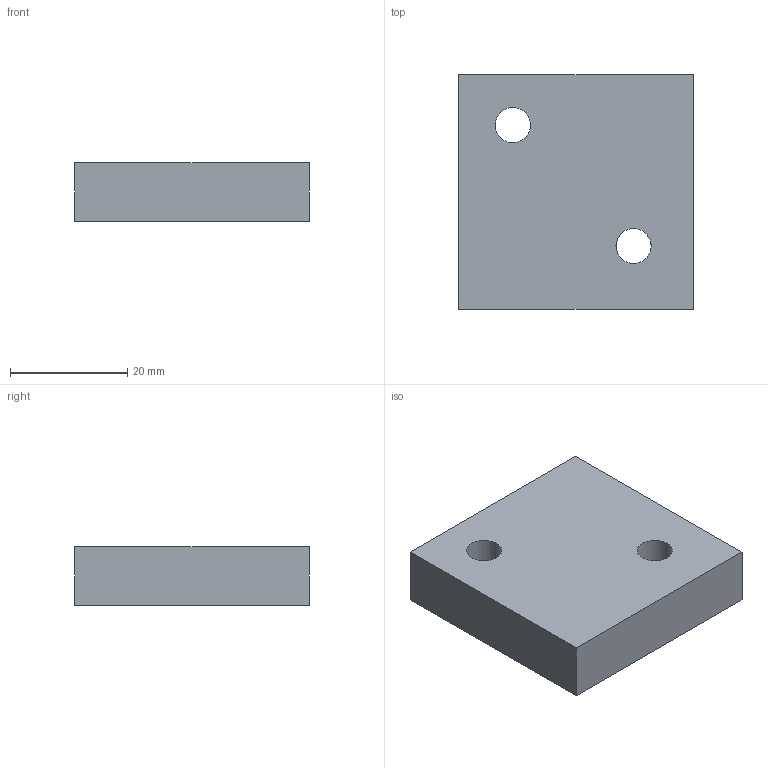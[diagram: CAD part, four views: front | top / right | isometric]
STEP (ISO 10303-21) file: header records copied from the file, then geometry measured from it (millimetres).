
FILE_DESCRIPTION(('FreeCAD Model'),'2;1');
FILE_NAME('Open CASCADE Shape Model','2023-06-02T20:19:02',('Author'),( ''),'Open CASCADE STEP processor 7.6','FreeCAD','Unknown');
FILE_SCHEMA(('AUTOMOTIVE_DESIGN { 1 0 10303 214 1 1 1 1 }'));
Length unit declared in the file: millimetre
Products named in the file (1): Body
Bounding box: 40 x 40 x 10 mm (x, y, z)
Volume: 15434.5 mm3; surface area: 5063.9 mm2
Topology: 1 solids, 1 shells, 9 faces, 24 edges, 18 vertices
Faces by surface type: plane 7, cylinder 2
Full cylindrical faces by diameter (mm): 6 x2
Entity records: 634 total; most frequent: CARTESIAN_POINT 100, DIRECTION 98, LINE 60, VECTOR 60, ORIENTED_EDGE 48, PCURVE 48, DEFINITIONAL_REPRESENTATION 48, EDGE_CURVE 24
